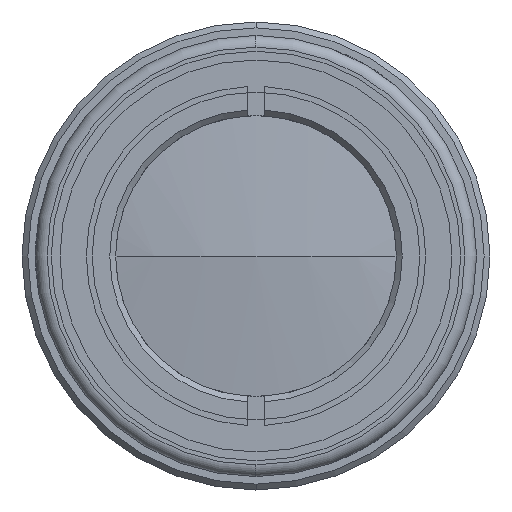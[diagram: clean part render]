
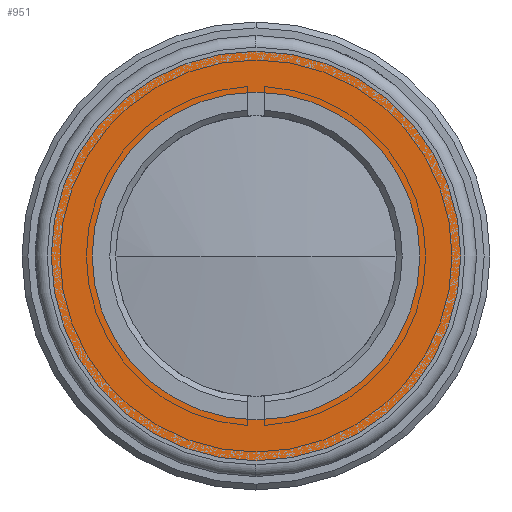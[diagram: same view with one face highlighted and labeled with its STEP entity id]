
A CAD part, left-side view. The second image highlights one B-rep face of the part: STEP entity #951.
In plain terms, the highlighted planar face has unit normal (-1, 0, 0).
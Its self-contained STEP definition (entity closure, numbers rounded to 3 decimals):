
#158 = EDGE_CURVE ( 'NONE', #4246, #2989, #2837, .T. ) ;
#188 = EDGE_CURVE ( 'NONE', #1916, #1804, #3744, .T. ) ;
#268 = DIRECTION ( 'NONE',  ( 1., 0., 0. ) ) ;
#283 = EDGE_CURVE ( 'NONE', #2989, #4246, #2935, .T. ) ;
#307 = AXIS2_PLACEMENT_3D ( 'NONE', #934, #859, #797 ) ;
#317 = EDGE_CURVE ( 'NONE', #1804, #1916, #4006, .T. ) ;
#556 = DIRECTION ( 'NONE',  ( 0., 0., 1. ) ) ;
#575 = DIRECTION ( 'NONE',  ( -1., 0., 0. ) ) ;
#590 = CARTESIAN_POINT ( 'NONE',  ( 132.34, 0., 0. ) ) ;
#641 = EDGE_LOOP ( 'NONE', ( #3627, #1553 ) ) ;
#742 = DIRECTION ( 'NONE',  ( 0., 0., 1. ) ) ;
#753 = AXIS2_PLACEMENT_3D ( 'NONE', #875, #4377, #742 ) ;
#797 = DIRECTION ( 'NONE',  ( 0., 0., 1. ) ) ;
#859 = DIRECTION ( 'NONE',  ( -1., 0., 0. ) ) ;
#875 = CARTESIAN_POINT ( 'NONE',  ( 132.34, 0., 0. ) ) ;
#934 = CARTESIAN_POINT ( 'NONE',  ( 132.34, 0., 0. ) ) ;
#951 = ADVANCED_FACE ( 'NONE', ( #1024, #1136 ), #4093, .F. ) ;
#1024 = FACE_BOUND ( 'NONE', #641, .T. ) ;
#1129 = CARTESIAN_POINT ( 'NONE',  ( 132.34, 0., 17.5 ) ) ;
#1136 = FACE_OUTER_BOUND ( 'NONE', #2165, .T. ) ;
#1385 = ORIENTED_EDGE ( 'NONE', *, *, #283, .T. ) ;
#1553 = ORIENTED_EDGE ( 'NONE', *, *, #188, .F. ) ;
#1804 = VERTEX_POINT ( 'NONE', #3954 ) ;
#1916 = VERTEX_POINT ( 'NONE', #2997 ) ;
#2021 = DIRECTION ( 'NONE',  ( 0., 0., 1. ) ) ;
#2039 = DIRECTION ( 'NONE',  ( -1., 0., 0. ) ) ;
#2040 = CARTESIAN_POINT ( 'NONE',  ( 132.34, 0., 0. ) ) ;
#2165 = EDGE_LOOP ( 'NONE', ( #2664, #1385 ) ) ;
#2420 = CARTESIAN_POINT ( 'NONE',  ( 132.34, 17.5, 0. ) ) ;
#2615 = AXIS2_PLACEMENT_3D ( 'NONE', #2040, #2039, #2021 ) ;
#2664 = ORIENTED_EDGE ( 'NONE', *, *, #158, .T. ) ;
#2683 = CARTESIAN_POINT ( 'NONE',  ( 132.34, 0., -17.5 ) ) ;
#2726 = AXIS2_PLACEMENT_3D ( 'NONE', #2420, #268, #2761 ) ;
#2761 = DIRECTION ( 'NONE',  ( 0., 0., -1. ) ) ;
#2837 = CIRCLE ( 'NONE', #307, 17.5 ) ;
#2935 = CIRCLE ( 'NONE', #2615, 17.5 ) ;
#2989 = VERTEX_POINT ( 'NONE', #2683 ) ;
#2997 = CARTESIAN_POINT ( 'NONE',  ( 132.34, 0., -14. ) ) ;
#3627 = ORIENTED_EDGE ( 'NONE', *, *, #317, .F. ) ;
#3744 = CIRCLE ( 'NONE', #4127, 14. ) ;
#3954 = CARTESIAN_POINT ( 'NONE',  ( 132.34, 0., 14. ) ) ;
#4006 = CIRCLE ( 'NONE', #753, 14. ) ;
#4093 = PLANE ( 'NONE',  #2726 ) ;
#4127 = AXIS2_PLACEMENT_3D ( 'NONE', #590, #575, #556 ) ;
#4246 = VERTEX_POINT ( 'NONE', #1129 ) ;
#4377 = DIRECTION ( 'NONE',  ( -1., 0., 0. ) ) ;
